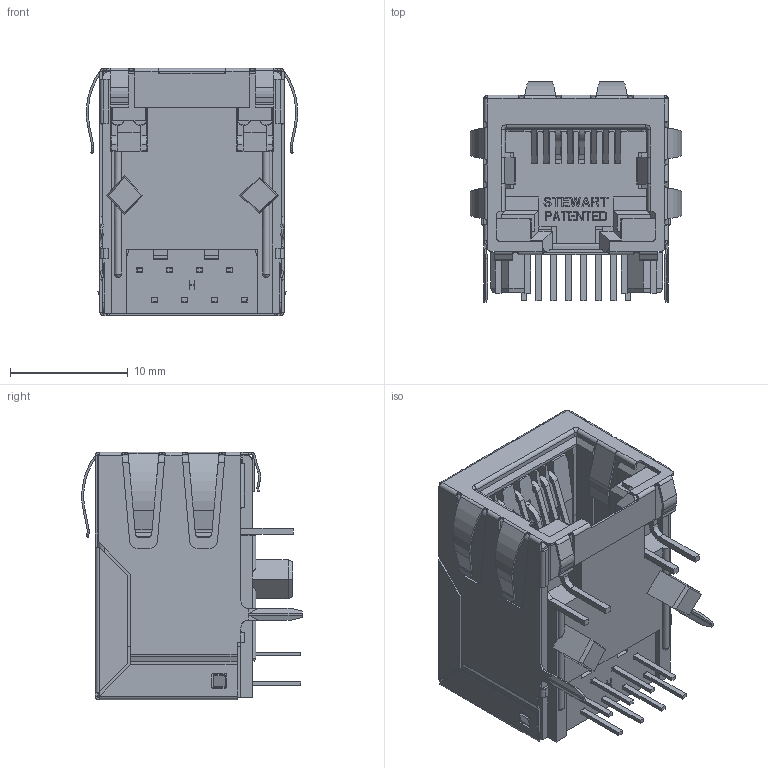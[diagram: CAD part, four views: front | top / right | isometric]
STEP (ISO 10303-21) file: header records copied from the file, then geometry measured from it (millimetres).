
FILE_DESCRIPTION((''),'2;1');
FILE_NAME('SS74800-103F_ASM','2015-08-10T',('tedm'),('Stewart Connectors'),'PRO/ENGINEER BY PARAMETRIC TECHNOLOGY CORPORATION, 2010020','PRO/ENGINEER BY PARAMETRIC TECHNOLOGY CORPORATION, 2010020','');
FILE_SCHEMA(('CONFIG_CONTROL_DESIGN'));
Length unit declared in the file: inch
Products named in the file (15): 74800-811; 7188-RP_BLOCK; 7101-CS-1_025_AF1; 7101-CL-2_025_AF1; 7101-CL-4_025_AF1; 7101-CL-6_025_AF1; 7101-CL-8_025_AF1; 7101-CS-7_025_AF1; 7100-CS-3_025_AF1; 7100-CS-5_025_AF1; 73100-808_AF5; 71800-30X_150_BLOCK_ASM; 74800-515; LED_FORMED; SS74800-103F_ASM
Assembly tree (15 placements, depth 3):
  SS74800-103F_ASM
    74800-811
    71800-30X_150_BLOCK_ASM
      7188-RP_BLOCK
      7101-CS-1_025_AF1
      7101-CL-2_025_AF1
      7101-CL-4_025_AF1
      7101-CL-6_025_AF1
      7101-CL-8_025_AF1
      7101-CS-7_025_AF1
      7100-CS-3_025_AF1
      7100-CS-5_025_AF1
      73100-808_AF5
    74800-515
    LED_FORMED  x2
Bounding box: 17.96 x 18.73 x 21.03 mm (x, y, z)
Volume: 2642.8 mm3; surface area: 6311.1 mm2
Topology: 23 solids, 23 shells, 1710 faces, 4342 edges, 2679 vertices
Faces by surface type: plane 1251, cylinder 309, bspline 134, torus 12, sphere 2, cone 2
Entity records: 53923 total; most frequent: CARTESIAN_POINT 14547, ORIENTED_EDGE 8450, DIRECTION 7408, EDGE_CURVE 4225, VECTOR 3408, LINE 3408, VERTEX_POINT 2605, AXIS2_PLACEMENT_3D 2000
